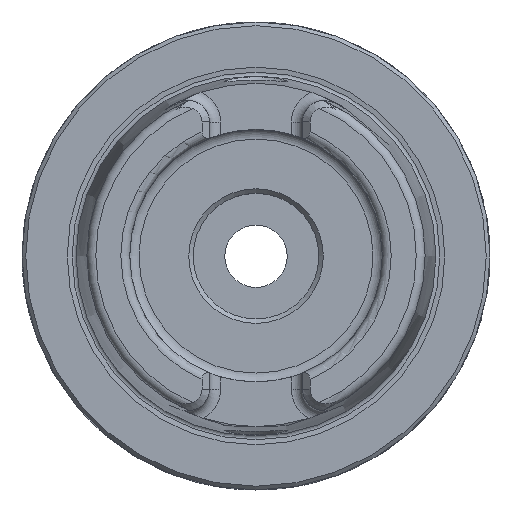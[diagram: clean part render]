
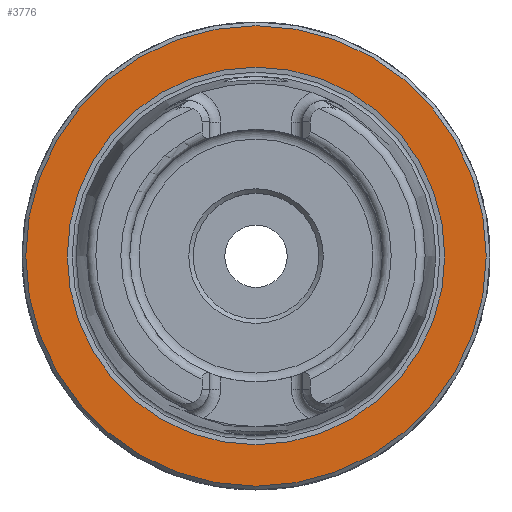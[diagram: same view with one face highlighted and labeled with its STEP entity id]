
A CAD part, top view. The second image highlights one B-rep face of the part: STEP entity #3776.
In plain terms, the highlighted planar face has unit normal (0, 0, 1).
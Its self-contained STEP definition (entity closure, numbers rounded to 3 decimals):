
#590=ORIENTED_EDGE('',*,*,#1224,.F.);
#591=ORIENTED_EDGE('',*,*,#1223,.T.);
#1223=EDGE_CURVE('',#1546,#1546,#1736,.T.);
#1224=EDGE_CURVE('',#1547,#1547,#1737,.T.);
#1546=VERTEX_POINT('',#5725);
#1547=VERTEX_POINT('',#5728);
#1736=CIRCLE('',#4034,31.);
#1737=CIRCLE('',#4036,25.418);
#1918=EDGE_LOOP('',(#590));
#1919=EDGE_LOOP('',(#591));
#2201=FACE_BOUND('',#1918,.T.);
#2202=FACE_BOUND('',#1919,.T.);
#2408=PLANE('',#4035);
#3776=ADVANCED_FACE('',(#2201,#2202),#2408,.T.);
#4034=AXIS2_PLACEMENT_3D('',#5724,#4521,#4522);
#4035=AXIS2_PLACEMENT_3D('',#5726,#4523,#4524);
#4036=AXIS2_PLACEMENT_3D('',#5727,#4525,#4526);
#4521=DIRECTION('',(0.,0.,1.));
#4522=DIRECTION('',(1.,0.,0.));
#4523=DIRECTION('',(0.,0.,1.));
#4524=DIRECTION('',(1.,0.,0.));
#4525=DIRECTION('',(0.,0.,1.));
#4526=DIRECTION('',(1.,0.,0.));
#5724=CARTESIAN_POINT('',(0.,0.,0.));
#5725=CARTESIAN_POINT('',(31.,0.,0.));
#5726=CARTESIAN_POINT('',(31.,0.,0.));
#5727=CARTESIAN_POINT('',(0.,0.,0.));
#5728=CARTESIAN_POINT('',(25.418,0.,0.));
